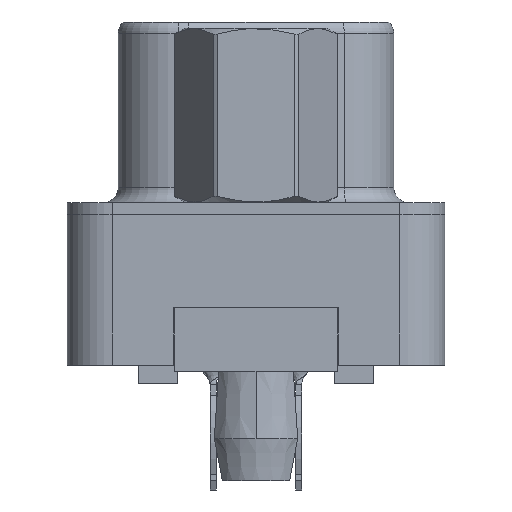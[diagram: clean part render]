
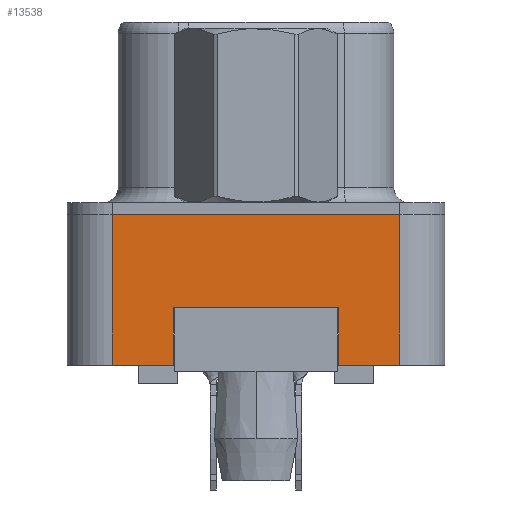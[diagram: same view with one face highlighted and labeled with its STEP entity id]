
A CAD part, left-side view. The second image highlights one B-rep face of the part: STEP entity #13538.
In plain terms, the highlighted planar face has unit normal (-1, 0, 0).
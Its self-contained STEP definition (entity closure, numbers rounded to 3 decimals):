
#163 = CARTESIAN_POINT ( 'NONE',  ( -2.91, -4.775, 0. ) ) ;
#297 = VECTOR ( 'NONE', #920, 1000. ) ;
#392 = ORIENTED_EDGE ( 'NONE', *, *, #12370, .F. ) ;
#446 = DIRECTION ( 'NONE',  ( 0., -1., 0. ) ) ;
#491 = LINE ( 'NONE', #19977, #19083 ) ;
#920 = DIRECTION ( 'NONE',  ( 0., 0., -1. ) ) ;
#1285 = DIRECTION ( 'NONE',  ( 0., 0., 1. ) ) ;
#1498 = VECTOR ( 'NONE', #446, 1000. ) ;
#2080 = LINE ( 'NONE', #16591, #16745 ) ;
#2200 = LINE ( 'NONE', #5176, #20741 ) ;
#3158 = LINE ( 'NONE', #20845, #6495 ) ;
#3793 = DIRECTION ( 'NONE',  ( 0., 0., 1. ) ) ;
#4274 = VECTOR ( 'NONE', #20311, 1000. ) ;
#4338 = LINE ( 'NONE', #7537, #6511 ) ;
#4412 = VERTEX_POINT ( 'NONE', #18589 ) ;
#4413 = EDGE_CURVE ( 'NONE', #9647, #4412, #10534, .T. ) ;
#4982 = FACE_OUTER_BOUND ( 'NONE', #13025, .T. ) ;
#5150 = VERTEX_POINT ( 'NONE', #13110 ) ;
#5176 = CARTESIAN_POINT ( 'NONE',  ( -2.91, -4.775, -5. ) ) ;
#5258 = DIRECTION ( 'NONE',  ( 0., 0., 1. ) ) ;
#5513 = DIRECTION ( 'NONE',  ( 0., -1., 0. ) ) ;
#6113 = CARTESIAN_POINT ( 'NONE',  ( -2.91, 2.75, -3.1 ) ) ;
#6376 = CARTESIAN_POINT ( 'NONE',  ( -2.91, -2.75, -5. ) ) ;
#6495 = VECTOR ( 'NONE', #13009, 1000. ) ;
#6502 = CARTESIAN_POINT ( 'NONE',  ( -2.91, 2.75, -3.1 ) ) ;
#6511 = VECTOR ( 'NONE', #5513, 1000. ) ;
#6587 = DIRECTION ( 'NONE',  ( -1., 0., 0. ) ) ;
#6969 = DIRECTION ( 'NONE',  ( 0., -1., 0. ) ) ;
#7537 = CARTESIAN_POINT ( 'NONE',  ( -2.91, -4.775, -5. ) ) ;
#7606 = EDGE_CURVE ( 'NONE', #15216, #12598, #3158, .T. ) ;
#8499 = EDGE_CURVE ( 'NONE', #12598, #15550, #4338, .T. ) ;
#8773 = CARTESIAN_POINT ( 'NONE',  ( -2.91, 2.75, -3.1 ) ) ;
#8978 = LINE ( 'NONE', #8773, #4274 ) ;
#9647 = VERTEX_POINT ( 'NONE', #6502 ) ;
#9905 = ORIENTED_EDGE ( 'NONE', *, *, #11088, .T. ) ;
#9936 = ORIENTED_EDGE ( 'NONE', *, *, #18075, .T. ) ;
#10289 = CARTESIAN_POINT ( 'NONE',  ( -2.91, -4.775, -5. ) ) ;
#10534 = LINE ( 'NONE', #6113, #297 ) ;
#11088 = EDGE_CURVE ( 'NONE', #15550, #17429, #2200, .T. ) ;
#11124 = CARTESIAN_POINT ( 'NONE',  ( -2.91, -4.775, -5. ) ) ;
#11279 = AXIS2_PLACEMENT_3D ( 'NONE', #11124, #6587, #1285 ) ;
#11902 = CARTESIAN_POINT ( 'NONE',  ( -2.91, -4.775, -5. ) ) ;
#12370 = EDGE_CURVE ( 'NONE', #14559, #17429, #491, .T. ) ;
#12567 = ORIENTED_EDGE ( 'NONE', *, *, #20204, .F. ) ;
#12598 = VERTEX_POINT ( 'NONE', #6376 ) ;
#12696 = CARTESIAN_POINT ( 'NONE',  ( -2.91, -2.75, -3.1 ) ) ;
#13009 = DIRECTION ( 'NONE',  ( 0., 0., -1. ) ) ;
#13025 = EDGE_LOOP ( 'NONE', ( #18547, #18799, #9905, #392, #20289, #9936, #17281, #12567 ) ) ;
#13110 = CARTESIAN_POINT ( 'NONE',  ( -2.91, 4.775, -5. ) ) ;
#13538 = ADVANCED_FACE ( 'NONE', ( #4982 ), #17680, .T. ) ;
#14240 = CARTESIAN_POINT ( 'NONE',  ( -2.91, 4.775, 0. ) ) ;
#14559 = VERTEX_POINT ( 'NONE', #14240 ) ;
#15216 = VERTEX_POINT ( 'NONE', #12696 ) ;
#15550 = VERTEX_POINT ( 'NONE', #11902 ) ;
#16591 = CARTESIAN_POINT ( 'NONE',  ( -2.91, 4.775, -5. ) ) ;
#16745 = VECTOR ( 'NONE', #5258, 1000. ) ;
#17281 = ORIENTED_EDGE ( 'NONE', *, *, #4413, .F. ) ;
#17429 = VERTEX_POINT ( 'NONE', #163 ) ;
#17680 = PLANE ( 'NONE',  #11279 ) ;
#18075 = EDGE_CURVE ( 'NONE', #5150, #4412, #19833, .T. ) ;
#18547 = ORIENTED_EDGE ( 'NONE', *, *, #7606, .T. ) ;
#18589 = CARTESIAN_POINT ( 'NONE',  ( -2.91, 2.75, -5. ) ) ;
#18799 = ORIENTED_EDGE ( 'NONE', *, *, #8499, .T. ) ;
#19083 = VECTOR ( 'NONE', #6969, 1000. ) ;
#19368 = EDGE_CURVE ( 'NONE', #5150, #14559, #2080, .T. ) ;
#19833 = LINE ( 'NONE', #10289, #1498 ) ;
#19977 = CARTESIAN_POINT ( 'NONE',  ( -2.91, -4.775, 0. ) ) ;
#20204 = EDGE_CURVE ( 'NONE', #15216, #9647, #8978, .T. ) ;
#20289 = ORIENTED_EDGE ( 'NONE', *, *, #19368, .F. ) ;
#20311 = DIRECTION ( 'NONE',  ( 0., 1., 0. ) ) ;
#20741 = VECTOR ( 'NONE', #3793, 1000. ) ;
#20845 = CARTESIAN_POINT ( 'NONE',  ( -2.91, -2.75, -3.1 ) ) ;
